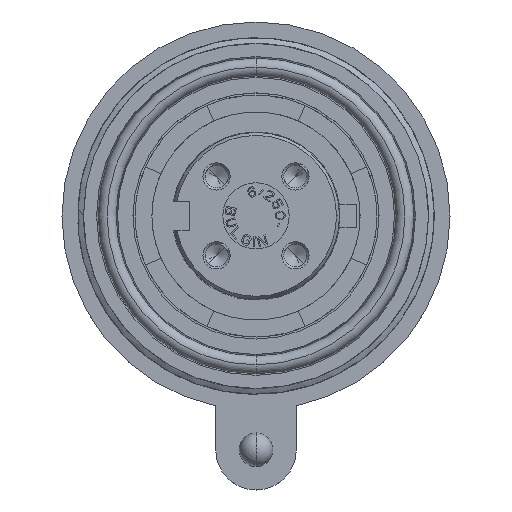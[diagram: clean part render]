
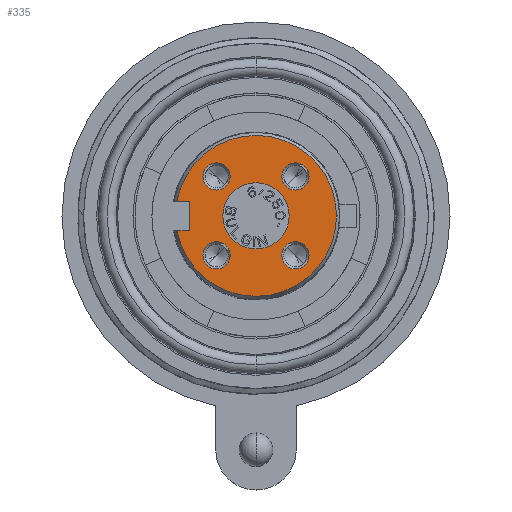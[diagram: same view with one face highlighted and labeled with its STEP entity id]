
A CAD part, top view. The second image highlights one B-rep face of the part: STEP entity #335.
In plain terms, the highlighted planar face has unit normal (0, 0, 1).
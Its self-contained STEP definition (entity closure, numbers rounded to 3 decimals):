
#335=ADVANCED_FACE('',(#1785,#1786,#1787,#1788,#1789,#1790),#1791,.T.);
#1785=FACE_OUTER_BOUND('',#6961,.T.);
#1786=FACE_BOUND('',#6962,.T.);
#1787=FACE_BOUND('',#6963,.T.);
#1788=FACE_BOUND('',#6964,.T.);
#1789=FACE_BOUND('',#6965,.T.);
#1790=FACE_BOUND('',#6966,.T.);
#1791=PLANE('',#6967);
#6961=EDGE_LOOP('',(#16035,#16036,#16037,#16038,#16039));
#6962=EDGE_LOOP('',(#16040,#16041));
#6963=EDGE_LOOP('',(#16042,#16043));
#6964=EDGE_LOOP('',(#16044,#16045));
#6965=EDGE_LOOP('',(#16046,#16047));
#6966=EDGE_LOOP('',(#16048,#16049));
#6967=AXIS2_PLACEMENT_3D('',#16050,#16051,#16052);
#16035=ORIENTED_EDGE('',*,*,#23825,.F.);
#16036=ORIENTED_EDGE('',*,*,#23824,.F.);
#16037=ORIENTED_EDGE('',*,*,#22978,.T.);
#16038=ORIENTED_EDGE('',*,*,#23826,.T.);
#16039=ORIENTED_EDGE('',*,*,#23827,.T.);
#16040=ORIENTED_EDGE('',*,*,#23828,.T.);
#16041=ORIENTED_EDGE('',*,*,#23829,.T.);
#16042=ORIENTED_EDGE('',*,*,#23830,.T.);
#16043=ORIENTED_EDGE('',*,*,#23831,.T.);
#16044=ORIENTED_EDGE('',*,*,#23832,.T.);
#16045=ORIENTED_EDGE('',*,*,#23833,.T.);
#16046=ORIENTED_EDGE('',*,*,#23834,.T.);
#16047=ORIENTED_EDGE('',*,*,#23835,.T.);
#16048=ORIENTED_EDGE('',*,*,#23836,.F.);
#16049=ORIENTED_EDGE('',*,*,#23837,.F.);
#16050=CARTESIAN_POINT('',(0.0,0.0,12.11));
#16051=DIRECTION('',(0.0,0.0,1.0));
#16052=DIRECTION('',(1.0,0.0,0.0));
#22978=EDGE_CURVE('',#26147,#26144,#26148,.T.);
#23824=EDGE_CURVE('',#26147,#27596,#27598,.T.);
#23825=EDGE_CURVE('',#27596,#27599,#27600,.T.);
#23826=EDGE_CURVE('',#26144,#27601,#27602,.T.);
#23827=EDGE_CURVE('',#27601,#27599,#27603,.T.);
#23828=EDGE_CURVE('',#27604,#27605,#27606,.T.);
#23829=EDGE_CURVE('',#27605,#27604,#27607,.T.);
#23830=EDGE_CURVE('',#27608,#27609,#27610,.T.);
#23831=EDGE_CURVE('',#27609,#27608,#27611,.T.);
#23832=EDGE_CURVE('',#27612,#27613,#27614,.T.);
#23833=EDGE_CURVE('',#27613,#27612,#27615,.T.);
#23834=EDGE_CURVE('',#27616,#27617,#27618,.T.);
#23835=EDGE_CURVE('',#27617,#27616,#27619,.T.);
#23836=EDGE_CURVE('',#27620,#27621,#27622,.T.);
#23837=EDGE_CURVE('',#27621,#27620,#27623,.T.);
#26144=VERTEX_POINT('',#32749);
#26147=VERTEX_POINT('',#32753);
#26148=CIRCLE('',#32754,7.901);
#27596=VERTEX_POINT('',#40253);
#27598=LINE('',#40256,#40257);
#27599=VERTEX_POINT('',#40258);
#27600=LINE('',#40259,#40260);
#27601=VERTEX_POINT('',#40261);
#27602=CIRCLE('',#40262,7.901);
#27603=LINE('',#40263,#40264);
#27604=VERTEX_POINT('',#40265);
#27605=VERTEX_POINT('',#40266);
#27606=CIRCLE('',#40267,1.335);
#27607=CIRCLE('',#40268,1.335);
#27608=VERTEX_POINT('',#40269);
#27609=VERTEX_POINT('',#40270);
#27610=CIRCLE('',#40271,1.335);
#27611=CIRCLE('',#40272,1.335);
#27612=VERTEX_POINT('',#40273);
#27613=VERTEX_POINT('',#40274);
#27614=CIRCLE('',#40275,1.335);
#27615=CIRCLE('',#40276,1.335);
#27616=VERTEX_POINT('',#40277);
#27617=VERTEX_POINT('',#40278);
#27618=CIRCLE('',#40279,1.335);
#27619=CIRCLE('',#40280,1.335);
#27620=VERTEX_POINT('',#40281);
#27621=VERTEX_POINT('',#40282);
#27622=CIRCLE('',#40283,3.25);
#27623=CIRCLE('',#40284,3.25);
#32749=CARTESIAN_POINT('',(7.901,0.,12.11));
#32753=CARTESIAN_POINT('',(-7.77,-1.435,12.11));
#32754=AXIS2_PLACEMENT_3D('',#51521,#51522,#51523);
#40253=CARTESIAN_POINT('',(-6.55,-1.435,12.11));
#40256=CARTESIAN_POINT('',(-7.77,-1.435,12.11));
#40257=VECTOR('',#52495,1.22);
#40258=CARTESIAN_POINT('',(-6.55,1.435,12.11));
#40259=CARTESIAN_POINT('',(-6.55,-1.435,12.11));
#40260=VECTOR('',#52496,2.87);
#40261=CARTESIAN_POINT('',(-7.77,1.435,12.11));
#40262=AXIS2_PLACEMENT_3D('',#52497,#52498,#52499);
#40263=CARTESIAN_POINT('',(-7.77,1.435,12.11));
#40264=VECTOR('',#52500,1.22);
#40265=CARTESIAN_POINT('',(2.536,-3.871,12.11));
#40266=CARTESIAN_POINT('',(5.206,-3.871,12.11));
#40267=AXIS2_PLACEMENT_3D('',#52501,#52502,#52503);
#40268=AXIS2_PLACEMENT_3D('',#52504,#52505,#52506);
#40269=CARTESIAN_POINT('',(2.536,3.871,12.11));
#40270=CARTESIAN_POINT('',(5.206,3.871,12.11));
#40271=AXIS2_PLACEMENT_3D('',#52507,#52508,#52509);
#40272=AXIS2_PLACEMENT_3D('',#52510,#52511,#52512);
#40273=CARTESIAN_POINT('',(-5.206,3.871,12.11));
#40274=CARTESIAN_POINT('',(-2.536,3.871,12.11));
#40275=AXIS2_PLACEMENT_3D('',#52513,#52514,#52515);
#40276=AXIS2_PLACEMENT_3D('',#52516,#52517,#52518);
#40277=CARTESIAN_POINT('',(-5.206,-3.871,12.11));
#40278=CARTESIAN_POINT('',(-2.536,-3.871,12.11));
#40279=AXIS2_PLACEMENT_3D('',#52519,#52520,#52521);
#40280=AXIS2_PLACEMENT_3D('',#52522,#52523,#52524);
#40281=CARTESIAN_POINT('',(-3.25,0.0,12.11));
#40282=CARTESIAN_POINT('',(3.25,0.0,12.11));
#40283=AXIS2_PLACEMENT_3D('',#52525,#52526,#52527);
#40284=AXIS2_PLACEMENT_3D('',#52528,#52529,#52530);
#51521=CARTESIAN_POINT('',(0.0,0.0,12.11));
#51522=DIRECTION('',(0.0,0.0,1.0));
#51523=DIRECTION('',(-0.983,-0.182,0.0));
#52495=DIRECTION('',(1.0,0.0,0.0));
#52496=DIRECTION('',(0.0,1.0,0.0));
#52497=CARTESIAN_POINT('',(0.0,0.0,12.11));
#52498=DIRECTION('',(0.0,0.0,1.0));
#52499=DIRECTION('',(-0.983,-0.182,0.0));
#52500=DIRECTION('',(1.0,0.0,0.));
#52501=CARTESIAN_POINT('',(3.871,-3.871,12.11));
#52502=DIRECTION('',(0.0,0.0,-1.0));
#52503=DIRECTION('',(-1.0,0.0,0.0));
#52504=CARTESIAN_POINT('',(3.871,-3.871,12.11));
#52505=DIRECTION('',(0.0,0.0,-1.0));
#52506=DIRECTION('',(1.0,0.0,0.0));
#52507=CARTESIAN_POINT('',(3.871,3.871,12.11));
#52508=DIRECTION('',(0.0,0.0,-1.0));
#52509=DIRECTION('',(-1.0,0.0,0.0));
#52510=CARTESIAN_POINT('',(3.871,3.871,12.11));
#52511=DIRECTION('',(0.0,0.0,-1.0));
#52512=DIRECTION('',(1.0,0.0,0.0));
#52513=CARTESIAN_POINT('',(-3.871,3.871,12.11));
#52514=DIRECTION('',(0.0,0.0,-1.0));
#52515=DIRECTION('',(-1.0,0.0,0.0));
#52516=CARTESIAN_POINT('',(-3.871,3.871,12.11));
#52517=DIRECTION('',(0.0,0.0,-1.0));
#52518=DIRECTION('',(1.0,0.0,0.0));
#52519=CARTESIAN_POINT('',(-3.871,-3.871,12.11));
#52520=DIRECTION('',(0.0,0.0,-1.0));
#52521=DIRECTION('',(-1.0,0.0,0.0));
#52522=CARTESIAN_POINT('',(-3.871,-3.871,12.11));
#52523=DIRECTION('',(0.0,0.0,-1.0));
#52524=DIRECTION('',(1.0,0.0,0.0));
#52525=CARTESIAN_POINT('',(0.0,0.0,12.11));
#52526=DIRECTION('',(0.0,0.0,1.0));
#52527=DIRECTION('',(-1.0,0.0,0.0));
#52528=CARTESIAN_POINT('',(0.0,0.0,12.11));
#52529=DIRECTION('',(0.0,0.0,1.0));
#52530=DIRECTION('',(1.0,0.0,0.0));
